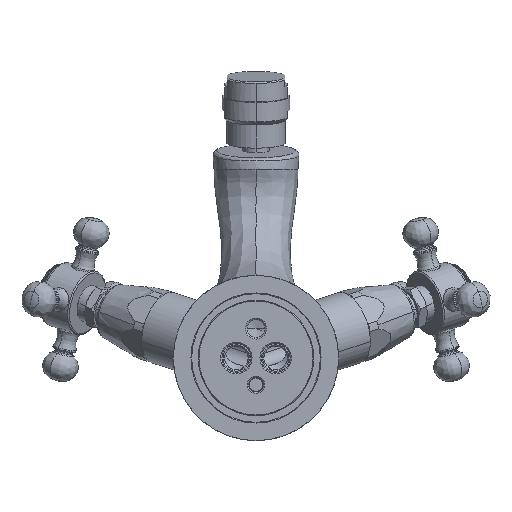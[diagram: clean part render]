
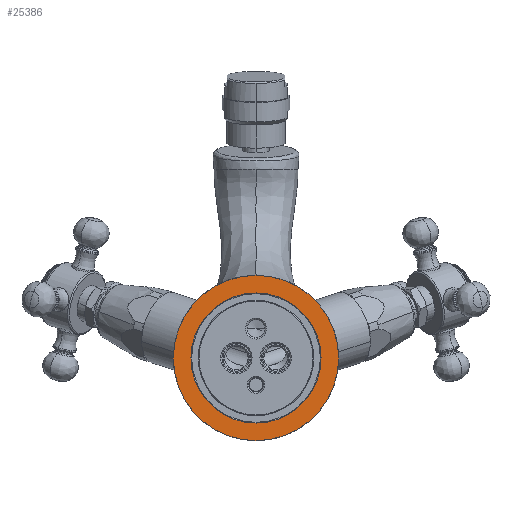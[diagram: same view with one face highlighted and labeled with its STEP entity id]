
A CAD part, front view. The second image highlights one B-rep face of the part: STEP entity #25386.
In plain terms, the highlighted planar face has unit normal (0, -1, 0).
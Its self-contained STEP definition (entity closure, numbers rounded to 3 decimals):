
#3835=CARTESIAN_POINT('',(0.,0.,0.));
#3836=DIRECTION('',(0.,1.,0.));
#3837=DIRECTION('',(1.,0.,0.));
#3838=AXIS2_PLACEMENT_3D('',#3835,#3836,#3837);
#3840=CARTESIAN_POINT('',(0.,0.,0.));
#3841=DIRECTION('',(0.,1.,0.));
#3842=DIRECTION('',(-1.,0.,0.));
#3843=AXIS2_PLACEMENT_3D('',#3840,#3841,#3842);
#3845=CARTESIAN_POINT('',(0.,0.,0.));
#3846=DIRECTION('',(0.,1.,0.));
#3847=DIRECTION('',(-1.,0.,0.));
#3848=AXIS2_PLACEMENT_3D('',#3845,#3846,#3847);
#3850=CARTESIAN_POINT('',(0.,0.,0.));
#3851=DIRECTION('',(0.,1.,0.));
#3852=DIRECTION('',(1.,0.,0.));
#3853=AXIS2_PLACEMENT_3D('',#3850,#3851,#3852);
#16820=CARTESIAN_POINT('',(31.5,0.,0.));
#16821=CARTESIAN_POINT('',(-31.5,0.,0.));
#16822=VERTEX_POINT('',#16820);
#16823=VERTEX_POINT('',#16821);
#17053=CARTESIAN_POINT('',(-24.8,0.,0.));
#17054=CARTESIAN_POINT('',(24.8,0.,0.));
#17055=VERTEX_POINT('',#17053);
#17056=VERTEX_POINT('',#17054);
#25371=CARTESIAN_POINT('',(0.,0.,0.));
#25372=DIRECTION('',(0.,1.,0.));
#25373=DIRECTION('',(1.,0.,0.));
#25374=AXIS2_PLACEMENT_3D('',#25371,#25372,#25373);
#25375=PLANE('',#25374);
#25376=ORIENTED_EDGE('',*,*,#25358,.T.);
#25377=ORIENTED_EDGE('',*,*,#25335,.T.);
#25378=EDGE_LOOP('',(#25376,#25377));
#25379=FACE_OUTER_BOUND('',#25378,.F.);
#25381=ORIENTED_EDGE('',*,*,#25380,.F.);
#25383=ORIENTED_EDGE('',*,*,#25382,.F.);
#25384=EDGE_LOOP('',(#25381,#25383));
#25385=FACE_BOUND('',#25384,.F.);
#25386=ADVANCED_FACE('',(#25379,#25385),#25375,.F.);
#3839=CIRCLE('',#3838,31.5);
#3844=CIRCLE('',#3843,31.5);
#3849=CIRCLE('',#3848,24.8);
#3854=CIRCLE('',#3853,24.8);
#25335=EDGE_CURVE('',#16823,#16822,#3844,.T.);
#25358=EDGE_CURVE('',#16822,#16823,#3839,.T.);
#25380=EDGE_CURVE('',#17055,#17056,#3849,.T.);
#25382=EDGE_CURVE('',#17056,#17055,#3854,.T.);
